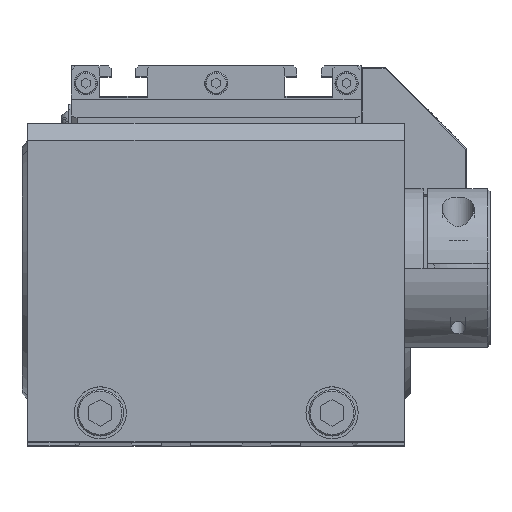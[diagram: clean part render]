
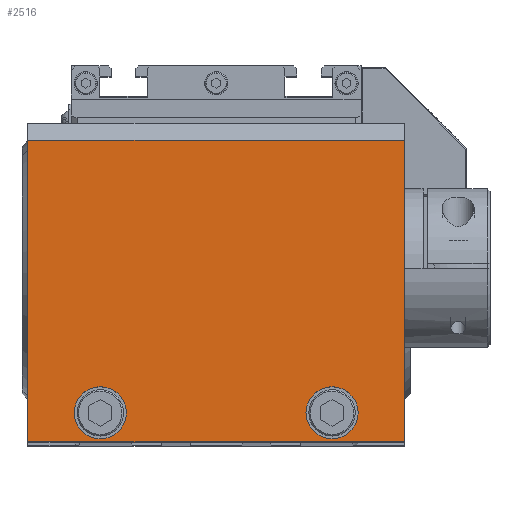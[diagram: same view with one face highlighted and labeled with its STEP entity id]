
A CAD part, top view. The second image highlights one B-rep face of the part: STEP entity #2516.
In plain terms, the highlighted face is planar.
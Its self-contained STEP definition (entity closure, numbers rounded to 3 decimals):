
#1240 = DIRECTION ( 'NONE',  ( -1., 0., 0. ) ) ;
#1281 = EDGE_CURVE ( 'NONE', #17809, #12350, #15849, .T. ) ;
#1434 = LINE ( 'NONE', #2214, #37173 ) ;
#1602 = VECTOR ( 'NONE', #3170, 1000. ) ;
#2214 = CARTESIAN_POINT ( 'NONE',  ( 0., 104., -110. ) ) ;
#2516 = ADVANCED_FACE ( 'NONE', ( #24151, #17831, #39941 ), #13645, .T. ) ;
#3170 = DIRECTION ( 'NONE',  ( 0., 1., 0. ) ) ;
#3443 = VECTOR ( 'NONE', #10817, 1000. ) ;
#4127 = EDGE_LOOP ( 'NONE', ( #7206, #21913 ) ) ;
#4625 = ORIENTED_EDGE ( 'NONE', *, *, #1281, .F. ) ;
#5152 = VERTEX_POINT ( 'NONE', #20210 ) ;
#5155 = CARTESIAN_POINT ( 'NONE',  ( 31., 10., -110. ) ) ;
#6280 = CARTESIAN_POINT ( 'NONE',  ( 0., 0., -110. ) ) ;
#7206 = ORIENTED_EDGE ( 'NONE', *, *, #17346, .F. ) ;
#8255 = EDGE_CURVE ( 'NONE', #12350, #27788, #26297, .T. ) ;
#8591 = VERTEX_POINT ( 'NONE', #5155 ) ;
#9560 = VERTEX_POINT ( 'NONE', #14899 ) ;
#9562 = CARTESIAN_POINT ( 'NONE',  ( 40., 10., -110. ) ) ;
#9667 = DIRECTION ( 'NONE',  ( -1., 0., 0. ) ) ;
#10189 = AXIS2_PLACEMENT_3D ( 'NONE', #9562, #13106, #29562 ) ;
#10720 = CARTESIAN_POINT ( 'NONE',  ( 49., 10., -110. ) ) ;
#10817 = DIRECTION ( 'NONE',  ( 0., -1., 0. ) ) ;
#12350 = VERTEX_POINT ( 'NONE', #19115 ) ;
#12693 = VECTOR ( 'NONE', #16545, 1000. ) ;
#12907 = ORIENTED_EDGE ( 'NONE', *, *, #30914, .T. ) ;
#13106 = DIRECTION ( 'NONE',  ( 0., 0., -1. ) ) ;
#13459 = VERTEX_POINT ( 'NONE', #26628 ) ;
#13645 = PLANE ( 'NONE',  #15375 ) ;
#13764 = CARTESIAN_POINT ( 'NONE',  ( -65., 0., -110. ) ) ;
#14497 = EDGE_CURVE ( 'NONE', #5152, #17809, #34455, .T. ) ;
#14745 = DIRECTION ( 'NONE',  ( 0., 0., -1. ) ) ;
#14862 = ORIENTED_EDGE ( 'NONE', *, *, #14497, .F. ) ;
#14899 = CARTESIAN_POINT ( 'NONE',  ( -49., 10., -110. ) ) ;
#15368 = EDGE_CURVE ( 'NONE', #19611, #8591, #18072, .T. ) ;
#15375 = AXIS2_PLACEMENT_3D ( 'NONE', #6280, #29808, #9667 ) ;
#15849 = LINE ( 'NONE', #19877, #12693 ) ;
#16378 = ORIENTED_EDGE ( 'NONE', *, *, #37201, .F. ) ;
#16545 = DIRECTION ( 'NONE',  ( 1., 0., 0. ) ) ;
#16915 = AXIS2_PLACEMENT_3D ( 'NONE', #42334, #26157, #29246 ) ;
#17346 = EDGE_CURVE ( 'NONE', #8591, #19611, #36335, .T. ) ;
#17384 = DIRECTION ( 'NONE',  ( -1., 0., 0. ) ) ;
#17809 = VERTEX_POINT ( 'NONE', #25855 ) ;
#17831 = FACE_BOUND ( 'NONE', #29003, .T. ) ;
#18072 = CIRCLE ( 'NONE', #16915, 9. ) ;
#19115 = CARTESIAN_POINT ( 'NONE',  ( 65., 0., -110. ) ) ;
#19611 = VERTEX_POINT ( 'NONE', #10720 ) ;
#19877 = CARTESIAN_POINT ( 'NONE',  ( -65., 0., -110. ) ) ;
#20210 = CARTESIAN_POINT ( 'NONE',  ( -65., 104., -110. ) ) ;
#21913 = ORIENTED_EDGE ( 'NONE', *, *, #15368, .F. ) ;
#24151 = FACE_BOUND ( 'NONE', #4127, .T. ) ;
#25855 = CARTESIAN_POINT ( 'NONE',  ( -65., 0., -110. ) ) ;
#26157 = DIRECTION ( 'NONE',  ( 0., 0., -1. ) ) ;
#26297 = LINE ( 'NONE', #33266, #1602 ) ;
#26628 = CARTESIAN_POINT ( 'NONE',  ( -31., 10., -110. ) ) ;
#27788 = VERTEX_POINT ( 'NONE', #36639 ) ;
#28772 = ORIENTED_EDGE ( 'NONE', *, *, #8255, .F. ) ;
#29003 = EDGE_LOOP ( 'NONE', ( #16378, #40964 ) ) ;
#29224 = EDGE_CURVE ( 'NONE', #13459, #9560, #37859, .T. ) ;
#29232 = DIRECTION ( 'NONE',  ( 1., 0., 0. ) ) ;
#29246 = DIRECTION ( 'NONE',  ( -1., 0., 0. ) ) ;
#29562 = DIRECTION ( 'NONE',  ( -1., 0., 0. ) ) ;
#29808 = DIRECTION ( 'NONE',  ( 0., 0., -1. ) ) ;
#30741 = DIRECTION ( 'NONE',  ( 0., 0., -1. ) ) ;
#30914 = EDGE_CURVE ( 'NONE', #5152, #27788, #1434, .T. ) ;
#31765 = AXIS2_PLACEMENT_3D ( 'NONE', #34253, #30741, #17384 ) ;
#33266 = CARTESIAN_POINT ( 'NONE',  ( 65., 0., -110. ) ) ;
#34253 = CARTESIAN_POINT ( 'NONE',  ( -40., 10., -110. ) ) ;
#34455 = LINE ( 'NONE', #13764, #3443 ) ;
#36335 = CIRCLE ( 'NONE', #10189, 9. ) ;
#36639 = CARTESIAN_POINT ( 'NONE',  ( 65., 104., -110. ) ) ;
#37173 = VECTOR ( 'NONE', #29232, 1000. ) ;
#37201 = EDGE_CURVE ( 'NONE', #9560, #13459, #40017, .T. ) ;
#37859 = CIRCLE ( 'NONE', #40792, 9. ) ;
#37966 = CARTESIAN_POINT ( 'NONE',  ( -40., 10., -110. ) ) ;
#39941 = FACE_OUTER_BOUND ( 'NONE', #40119, .T. ) ;
#40017 = CIRCLE ( 'NONE', #31765, 9. ) ;
#40119 = EDGE_LOOP ( 'NONE', ( #14862, #12907, #28772, #4625 ) ) ;
#40792 = AXIS2_PLACEMENT_3D ( 'NONE', #37966, #14745, #1240 ) ;
#40964 = ORIENTED_EDGE ( 'NONE', *, *, #29224, .F. ) ;
#42334 = CARTESIAN_POINT ( 'NONE',  ( 40., 10., -110. ) ) ;
